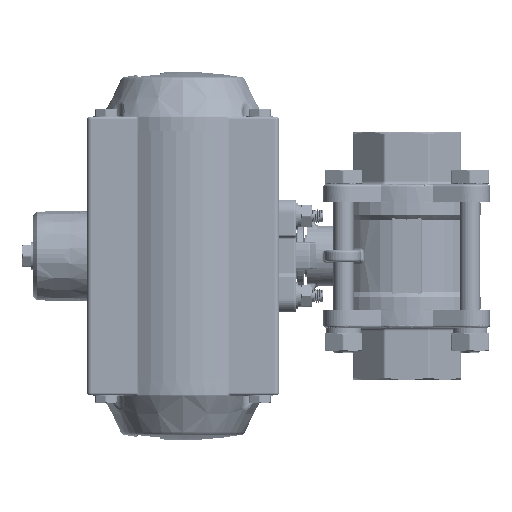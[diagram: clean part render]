
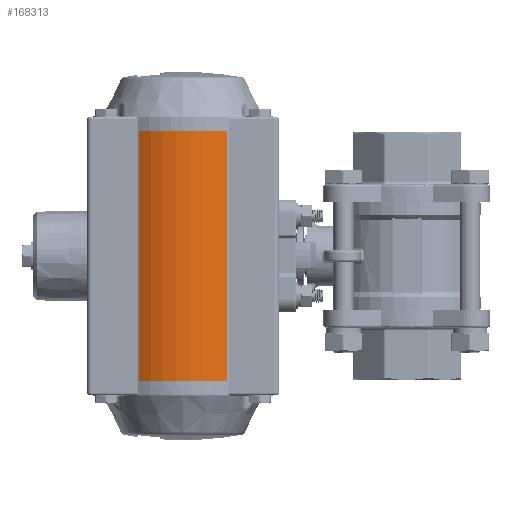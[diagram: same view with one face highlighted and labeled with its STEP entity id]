
A CAD part, left-side view. The second image highlights one B-rep face of the part: STEP entity #168313.
In plain terms, the highlighted cylindrical face has radius 36 mm (diameter 72 mm), a partial arc.
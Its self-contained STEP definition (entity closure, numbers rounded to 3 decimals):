
#8272 = DIRECTION ( 'NONE',  ( 0., 0., 1. ) ) ;
#15446 = CIRCLE ( 'NONE', #46372, 36. ) ;
#27864 = CARTESIAN_POINT ( 'NONE',  ( -30.316, 118.515, -55.4 ) ) ;
#28966 = EDGE_CURVE ( 'NONE', #95074, #60141, #210437, .T. ) ;
#38515 = EDGE_CURVE ( 'NONE', #147484, #82627, #236680, .T. ) ;
#46372 = AXIS2_PLACEMENT_3D ( 'NONE', #180831, #60900, #200863 ) ;
#60141 = VERTEX_POINT ( 'NONE', #180542 ) ;
#60900 = DIRECTION ( 'NONE',  ( 0., 0., 1. ) ) ;
#65241 = FACE_OUTER_BOUND ( 'NONE', #212251, .T. ) ;
#65436 = ORIENTED_EDGE ( 'NONE', *, *, #38515, .T. ) ;
#71531 = CARTESIAN_POINT ( 'NONE',  ( -30.316, 79.685, -55.4 ) ) ;
#73009 = ORIENTED_EDGE ( 'NONE', *, *, #188466, .F. ) ;
#75120 = CIRCLE ( 'NONE', #175584, 36. ) ;
#82627 = VERTEX_POINT ( 'NONE', #27864 ) ;
#88850 = DIRECTION ( 'NONE',  ( 1., 0., 0. ) ) ;
#95074 = VERTEX_POINT ( 'NONE', #209890 ) ;
#105832 = CARTESIAN_POINT ( 'NONE',  ( 0., 99.1, 55.4 ) ) ;
#105910 = CARTESIAN_POINT ( 'NONE',  ( -30.316, 118.515, 55.4 ) ) ;
#112587 = ORIENTED_EDGE ( 'NONE', *, *, #28966, .T. ) ;
#125967 = DIRECTION ( 'NONE',  ( 1., 0., 0. ) ) ;
#128254 = CARTESIAN_POINT ( 'NONE',  ( 0., 99.1, -55.4 ) ) ;
#130399 = VECTOR ( 'NONE', #250585, 1000. ) ;
#146664 = CYLINDRICAL_SURFACE ( 'NONE', #169473, 36. ) ;
#147484 = VERTEX_POINT ( 'NONE', #105910 ) ;
#152059 = DIRECTION ( 'NONE',  ( 0., 0., 1. ) ) ;
#153863 = ORIENTED_EDGE ( 'NONE', *, *, #165486, .T. ) ;
#157278 = VECTOR ( 'NONE', #152059, 1000. ) ;
#165486 = EDGE_CURVE ( 'NONE', #82627, #95074, #15446, .T. ) ;
#168313 = ADVANCED_FACE ( 'NONE', ( #65241 ), #146664, .T. ) ;
#169473 = AXIS2_PLACEMENT_3D ( 'NONE', #128254, #8272, #88850 ) ;
#175584 = AXIS2_PLACEMENT_3D ( 'NONE', #105832, #245695, #125967 ) ;
#180542 = CARTESIAN_POINT ( 'NONE',  ( -30.316, 79.685, 55.4 ) ) ;
#180831 = CARTESIAN_POINT ( 'NONE',  ( 0., 99.1, -55.4 ) ) ;
#188466 = EDGE_CURVE ( 'NONE', #147484, #60141, #75120, .T. ) ;
#200863 = DIRECTION ( 'NONE',  ( 1., 0., 0. ) ) ;
#209890 = CARTESIAN_POINT ( 'NONE',  ( -30.316, 79.685, -55.4 ) ) ;
#210437 = LINE ( 'NONE', #71531, #157278 ) ;
#212251 = EDGE_LOOP ( 'NONE', ( #73009, #65436, #153863, #112587 ) ) ;
#231321 = CARTESIAN_POINT ( 'NONE',  ( -30.316, 118.515, -55.4 ) ) ;
#236680 = LINE ( 'NONE', #231321, #130399 ) ;
#245695 = DIRECTION ( 'NONE',  ( 0., 0., 1. ) ) ;
#250585 = DIRECTION ( 'NONE',  ( 0., 0., -1. ) ) ;
